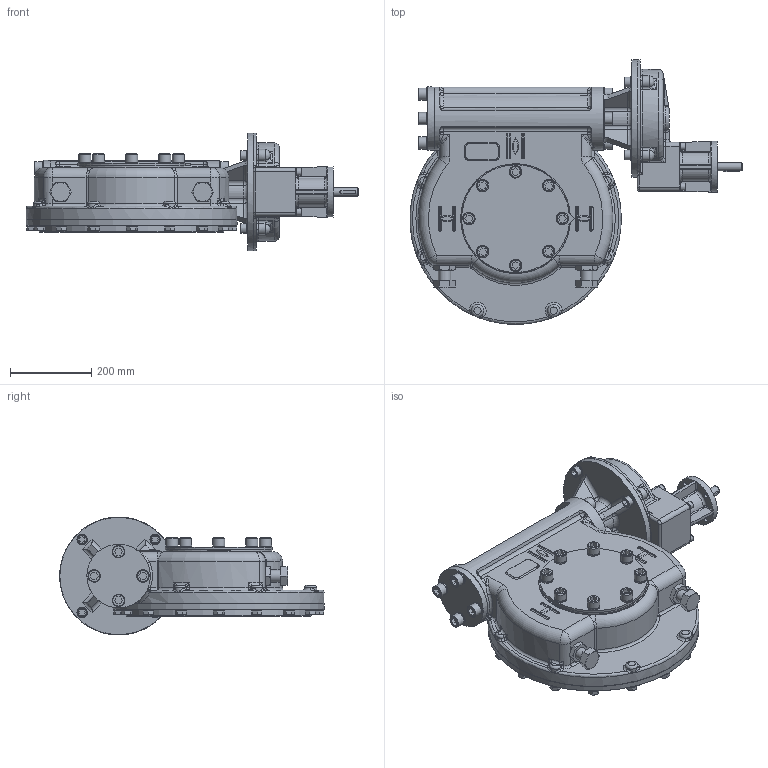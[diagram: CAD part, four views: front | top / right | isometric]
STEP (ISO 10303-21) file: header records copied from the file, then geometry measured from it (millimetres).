
FILE_DESCRIPTION(/* description */ ('Unknown'),/* implementation_level */ '2;1');
FILE_NAME(/* name */ 'PUB-IW86-IR2S_SOLID_0-1',/* time_stamp */ '2019-11-12T16:13:36+00:00',/* author */ ('Unknown'),/* organization */ ('Unknown'),/* preprocessor_version */ 'ST-DEVELOPER v16.7',/* originating_system */ 'DEX',/* authorisation */ $);
FILE_SCHEMA (('AUTOMOTIVE_DESIGN {1 0 10303 214 3 1 1}'));
Products named in the file (1): PUB-IW86-IR2S_SOLID_0-1
Bounding box: 817.13 x 651.38 x 289.52 mm (x, y, z)
Volume: 36025883.7 mm3; surface area: 1297638.9 mm2
Topology: 1 solids, 1 shells, 3873 faces, 10297 edges, 6470 vertices
Faces by surface type: plane 3025, cylinder 322, cone 176, torus 166, bspline 136, sphere 48
Full cylindrical faces by diameter (mm): 10.5 x4, 13.835 x16, 18 x4, 19 x4, 20 x1, 24 x4, 25.4 x40, 30 x18, 30.7 x16, 50 x1, 50.2 x1, 54.7 x1, 55.11 x1, 70.05 x1, 125 x1, 155 x1, 195 x1, 260 x1, 270 x1, 289 x1, 454.5 x1
Entity records: 126180 total; most frequent: CARTESIAN_POINT 36328, ORIENTED_EDGE 19862, DIRECTION 16861, EDGE_CURVE 9931, LINE 6851, VECTOR 6851, VERTEX_POINT 6385, AXIS2_PLACEMENT_3D 5005
